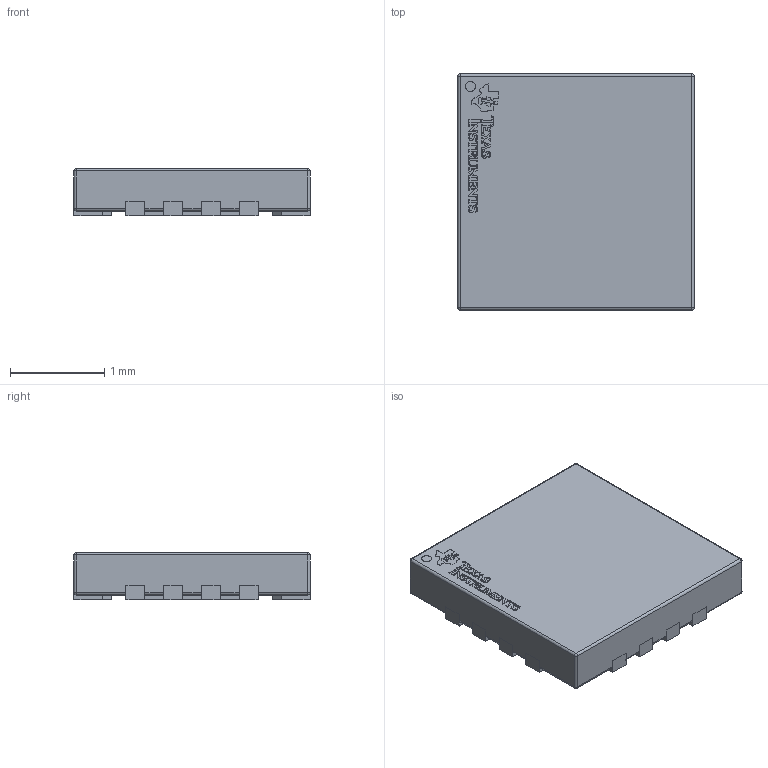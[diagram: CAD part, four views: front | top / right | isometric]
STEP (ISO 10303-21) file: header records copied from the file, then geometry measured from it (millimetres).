
FILE_DESCRIPTION(/* description */ (''),/* implementation_level */ '2;1');
FILE_NAME(/* name */ 'Texas Instruments SN74HC595BRWNR - RWN0016A QFN 16.stp',/* time_stamp */ '2020-11-26T08:33:14-04:00',/* author */ ('rabri'),/* organization */ (''),/* preprocessor_version */ 'ST-DEVELOPER v18',/* originating_system */ 'Autodesk Inventor 2020',/* authorisation */ '');
FILE_SCHEMA (('AUTOMOTIVE_DESIGN { 1 0 10303 214 3 1 1 }'));
Length unit declared in the file: millimetre
Products named in the file (4): Texas Instruments BQ25601RTWR - RTW0024H WQFN-24; body; pns; logo
Assembly tree (3 placements, depth 2):
  Texas Instruments BQ25601RTWR - RTW0024H WQFN-24
    body
    pns
    logo
Bounding box: 2.5 x 2.5 x 0.5 mm (x, y, z)
Volume: 3 mm3; surface area: 27.9 mm2
Topology: 37 solids, 37 shells, 650 faces, 1703 edges, 1128 vertices
Faces by surface type: plane 447, bspline 166, cylinder 29, sphere 8
Full cylindrical faces by diameter (mm): 0.105 x1
Entity records: 20964 total; most frequent: CARTESIAN_POINT 5794, ORIENTED_EDGE 3406, DIRECTION 2481, EDGE_CURVE 1703, LINE 1311, VECTOR 1311, VERTEX_POINT 1128, EDGE_LOOP 655
